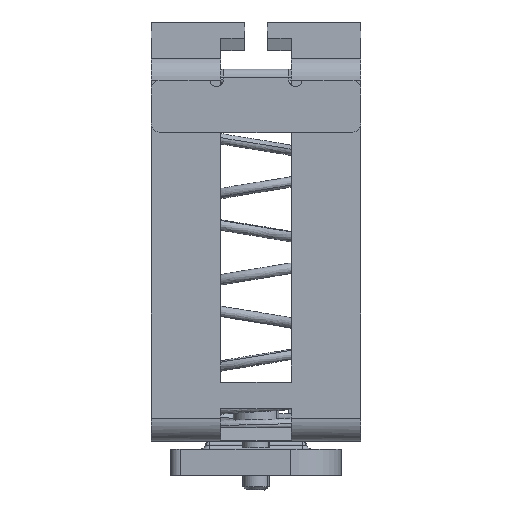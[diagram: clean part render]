
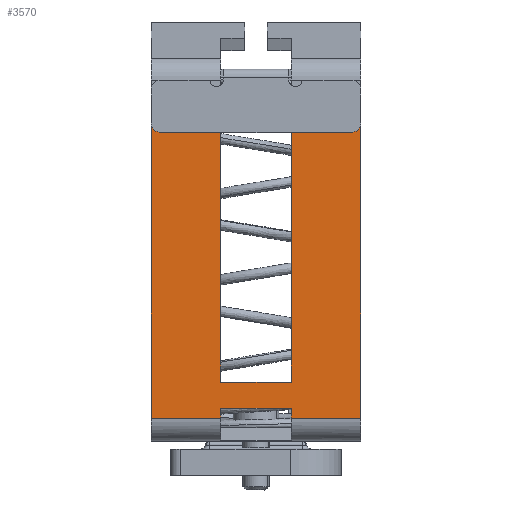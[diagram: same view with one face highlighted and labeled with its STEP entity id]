
A CAD part, left-side view. The second image highlights one B-rep face of the part: STEP entity #3570.
In plain terms, the highlighted planar face has unit normal (-1, 0, 0).
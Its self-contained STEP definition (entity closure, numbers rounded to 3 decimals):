
#1965=AXIS2_PLACEMENT_3D('Circle Axis2P3D',#1963,#1964,$) ;
#1982=AXIS2_PLACEMENT_3D('Circle Axis2P3D',#1980,#1981,$) ;
#3503=AXIS2_PLACEMENT_3D('Plane Axis2P3D',#3500,#3501,#3502) ;
#187=CARTESIAN_POINT('Vertex',(1.2,32.,10.95)) ;
#190=CARTESIAN_POINT('Line Origine',(1.2,32.,33.475)) ;
#194=CARTESIAN_POINT('Vertex',(1.2,32.,56.)) ;
#225=CARTESIAN_POINT('Line Origine',(1.2,0.,33.475)) ;
#229=CARTESIAN_POINT('Vertex',(1.2,0.,56.)) ;
#231=CARTESIAN_POINT('Vertex',(1.2,0.,10.95)) ;
#1853=CARTESIAN_POINT('Vertex',(1.2,10.6,54.5)) ;
#1855=CARTESIAN_POINT('Vertex',(1.2,21.4,54.5)) ;
#1929=CARTESIAN_POINT('Vertex',(1.2,30.5,54.5)) ;
#1932=CARTESIAN_POINT('Line Origine',(1.2,25.95,54.5)) ;
#1937=CARTESIAN_POINT('Line Origine',(1.2,6.05,54.5)) ;
#1941=CARTESIAN_POINT('Vertex',(1.2,1.5,54.5)) ;
#1963=CARTESIAN_POINT('Axis2P3D Location',(1.2,30.5,56.)) ;
#1980=CARTESIAN_POINT('Axis2P3D Location',(1.2,1.5,56.)) ;
#2886=CARTESIAN_POINT('Vertex',(1.2,10.6,10.95)) ;
#2900=CARTESIAN_POINT('Vertex',(1.2,21.4,10.95)) ;
#2903=CARTESIAN_POINT('Line Origine',(1.2,16.,10.95)) ;
#2918=CARTESIAN_POINT('Line Origine',(1.2,16.,10.95)) ;
#3500=CARTESIAN_POINT('Axis2P3D Location',(1.2,16.,9.45)) ;
#3516=CARTESIAN_POINT('Line Origine',(1.2,10.6,35.48)) ;
#3520=CARTESIAN_POINT('Vertex',(1.2,10.6,16.46)) ;
#3523=CARTESIAN_POINT('Line Origine',(1.2,16.,16.46)) ;
#3527=CARTESIAN_POINT('Vertex',(1.2,21.4,16.46)) ;
#3530=CARTESIAN_POINT('Line Origine',(1.2,21.4,35.48)) ;
#3535=CARTESIAN_POINT('Line Origine',(1.2,21.4,11.705)) ;
#3539=CARTESIAN_POINT('Vertex',(1.2,21.4,12.46)) ;
#3542=CARTESIAN_POINT('Line Origine',(1.2,16.,12.46)) ;
#3546=CARTESIAN_POINT('Vertex',(1.2,10.6,12.46)) ;
#3549=CARTESIAN_POINT('Line Origine',(1.2,10.6,11.705)) ;
#191=DIRECTION('Vector Direction',(0.,0.,-1.)) ;
#226=DIRECTION('Vector Direction',(0.,0.,-1.)) ;
#1933=DIRECTION('Vector Direction',(0.,-1.,0.)) ;
#1938=DIRECTION('Vector Direction',(0.,-1.,0.)) ;
#1964=DIRECTION('Axis2P3D Direction',(-1.,0.,0.)) ;
#1981=DIRECTION('Axis2P3D Direction',(-1.,0.,0.)) ;
#2904=DIRECTION('Vector Direction',(0.,-1.,0.)) ;
#2919=DIRECTION('Vector Direction',(0.,-1.,0.)) ;
#3501=DIRECTION('Axis2P3D Direction',(-1.,0.,0.)) ;
#3502=DIRECTION('Axis2P3D XDirection',(0.,-1.,0.)) ;
#3517=DIRECTION('Vector Direction',(0.,0.,1.)) ;
#3524=DIRECTION('Vector Direction',(0.,1.,0.)) ;
#3531=DIRECTION('Vector Direction',(0.,0.,1.)) ;
#3536=DIRECTION('Vector Direction',(0.,0.,-1.)) ;
#3543=DIRECTION('Vector Direction',(0.,1.,0.)) ;
#3550=DIRECTION('Vector Direction',(0.,0.,-1.)) ;
#192=VECTOR('Line Direction',#191,1.) ;
#227=VECTOR('Line Direction',#226,1.) ;
#1934=VECTOR('Line Direction',#1933,1.) ;
#1939=VECTOR('Line Direction',#1938,1.) ;
#2905=VECTOR('Line Direction',#2904,1.) ;
#2920=VECTOR('Line Direction',#2919,1.) ;
#3518=VECTOR('Line Direction',#3517,1.) ;
#3525=VECTOR('Line Direction',#3524,1.) ;
#3532=VECTOR('Line Direction',#3531,1.) ;
#3537=VECTOR('Line Direction',#3536,1.) ;
#3544=VECTOR('Line Direction',#3543,1.) ;
#3551=VECTOR('Line Direction',#3550,1.) ;
#3555=ORIENTED_EDGE('',*,*,#3522,.F.) ;
#3556=ORIENTED_EDGE('',*,*,#3529,.T.) ;
#3557=ORIENTED_EDGE('',*,*,#3534,.T.) ;
#3558=ORIENTED_EDGE('',*,*,#1936,.T.) ;
#3559=ORIENTED_EDGE('',*,*,#1967,.F.) ;
#3560=ORIENTED_EDGE('',*,*,#196,.T.) ;
#3561=ORIENTED_EDGE('',*,*,#2907,.T.) ;
#3562=ORIENTED_EDGE('',*,*,#3541,.F.) ;
#3563=ORIENTED_EDGE('',*,*,#3548,.F.) ;
#3564=ORIENTED_EDGE('',*,*,#3553,.T.) ;
#3565=ORIENTED_EDGE('',*,*,#2922,.T.) ;
#3566=ORIENTED_EDGE('',*,*,#233,.F.) ;
#3567=ORIENTED_EDGE('',*,*,#1984,.F.) ;
#3568=ORIENTED_EDGE('',*,*,#1943,.T.) ;
#3570=ADVANCED_FACE('Brep With Voids',(#3569),#3504,.T.) ;
#1966=CIRCLE('generated circle',#1965,1.5) ;
#1983=CIRCLE('generated circle',#1982,1.5) ;
#196=EDGE_CURVE('',#195,#188,#193,.T.) ;
#233=EDGE_CURVE('',#230,#232,#228,.T.) ;
#1936=EDGE_CURVE('',#1856,#1930,#1935,.F.) ;
#1943=EDGE_CURVE('',#1942,#1854,#1940,.F.) ;
#1967=EDGE_CURVE('',#195,#1930,#1966,.T.) ;
#1984=EDGE_CURVE('',#1942,#230,#1983,.T.) ;
#2907=EDGE_CURVE('',#188,#2901,#2906,.T.) ;
#2922=EDGE_CURVE('',#2887,#232,#2921,.T.) ;
#3522=EDGE_CURVE('',#3521,#1854,#3519,.T.) ;
#3529=EDGE_CURVE('',#3521,#3528,#3526,.T.) ;
#3534=EDGE_CURVE('',#3528,#1856,#3533,.T.) ;
#3541=EDGE_CURVE('',#3540,#2901,#3538,.T.) ;
#3548=EDGE_CURVE('',#3547,#3540,#3545,.T.) ;
#3553=EDGE_CURVE('',#3547,#2887,#3552,.T.) ;
#3554=EDGE_LOOP('',(#3555,#3556,#3557,#3558,#3559,#3560,#3561,#3562,#3563,#3564,#3565,#3566,#3567,#3568)) ;
#3569=FACE_OUTER_BOUND('',#3554,.T.) ;
#193=LINE('Line',#190,#192) ;
#228=LINE('Line',#225,#227) ;
#1935=LINE('Line',#1932,#1934) ;
#1940=LINE('Line',#1937,#1939) ;
#2906=LINE('Line',#2903,#2905) ;
#2921=LINE('Line',#2918,#2920) ;
#3519=LINE('Line',#3516,#3518) ;
#3526=LINE('Line',#3523,#3525) ;
#3533=LINE('Line',#3530,#3532) ;
#3538=LINE('Line',#3535,#3537) ;
#3545=LINE('Line',#3542,#3544) ;
#3552=LINE('Line',#3549,#3551) ;
#3504=PLANE('',#3503) ;
#188=VERTEX_POINT('',#187) ;
#195=VERTEX_POINT('',#194) ;
#230=VERTEX_POINT('',#229) ;
#232=VERTEX_POINT('',#231) ;
#1854=VERTEX_POINT('',#1853) ;
#1856=VERTEX_POINT('',#1855) ;
#1930=VERTEX_POINT('',#1929) ;
#1942=VERTEX_POINT('',#1941) ;
#2887=VERTEX_POINT('',#2886) ;
#2901=VERTEX_POINT('',#2900) ;
#3521=VERTEX_POINT('',#3520) ;
#3528=VERTEX_POINT('',#3527) ;
#3540=VERTEX_POINT('',#3539) ;
#3547=VERTEX_POINT('',#3546) ;
